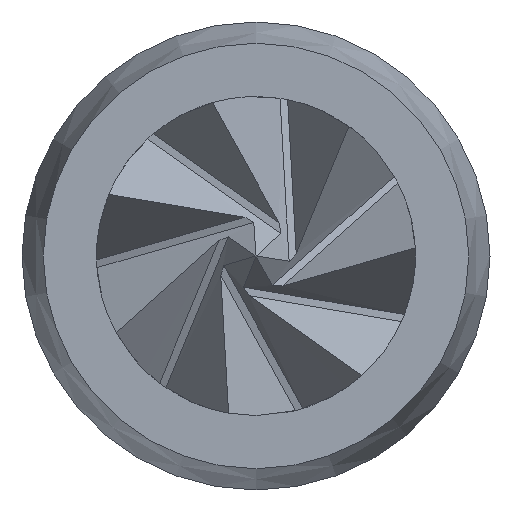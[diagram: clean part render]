
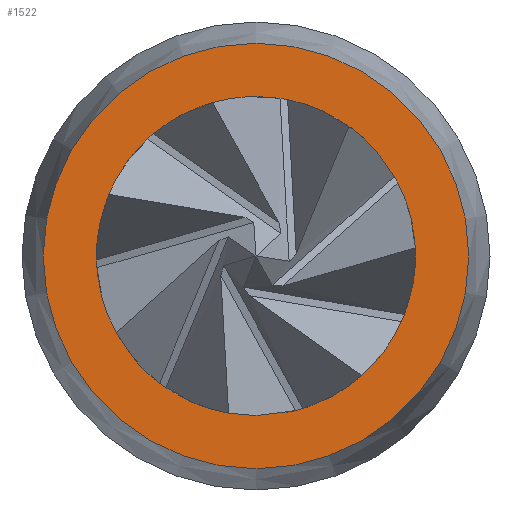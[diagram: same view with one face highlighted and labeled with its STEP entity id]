
A CAD part, left-side view. The second image highlights one B-rep face of the part: STEP entity #1522.
In plain terms, the highlighted planar face has unit normal (-1, 0, 0).
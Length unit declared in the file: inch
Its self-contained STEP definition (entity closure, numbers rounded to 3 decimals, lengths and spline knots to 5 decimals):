
#267 = AXIS2_PLACEMENT_3D ( 'NONE', #931, #2111, #2979 ) ;
#500 = EDGE_LOOP ( 'NONE', ( #2400 ) ) ;
#583 = CARTESIAN_POINT ( 'NONE',  ( 0., 0., -0.014 ) ) ;
#931 = CARTESIAN_POINT ( 'NONE',  ( 0., 0.014, 0. ) ) ;
#950 = FACE_OUTER_BOUND ( 'NONE', #500, .T. ) ;
#1116 = EDGE_CURVE ( 'NONE', #1967, #1967, #3321, .T. ) ;
#1522 = ADVANCED_FACE ( 'NONE', ( #950 ), #3535, .T. ) ;
#1967 = VERTEX_POINT ( 'NONE', #583 ) ;
#2091 = DIRECTION ( 'NONE',  ( 0., 0., -1. ) ) ;
#2111 = DIRECTION ( 'NONE',  ( -1., 0., 0. ) ) ;
#2400 = ORIENTED_EDGE ( 'NONE', *, *, #1116, .F. ) ;
#2764 = AXIS2_PLACEMENT_3D ( 'NONE', #3019, #3326, #2091 ) ;
#2979 = DIRECTION ( 'NONE',  ( 0., 0., 1. ) ) ;
#3019 = CARTESIAN_POINT ( 'NONE',  ( 0., 0., 0. ) ) ;
#3321 = CIRCLE ( 'NONE', #2764, 0.014 ) ;
#3326 = DIRECTION ( 'NONE',  ( 1., 0., 0. ) ) ;
#3535 = PLANE ( 'NONE',  #267 ) ;
